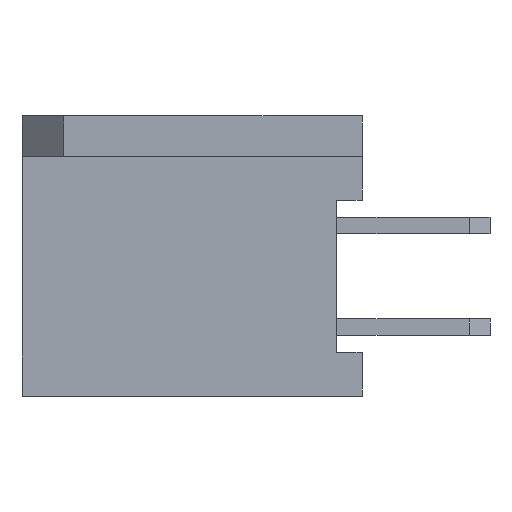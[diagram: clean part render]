
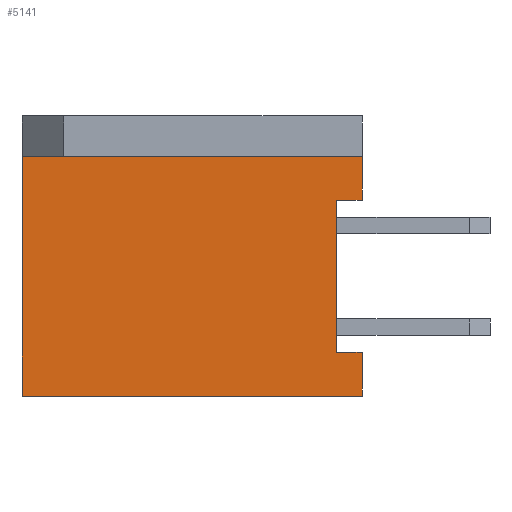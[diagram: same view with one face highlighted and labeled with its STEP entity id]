
A CAD part, left-side view. The second image highlights one B-rep face of the part: STEP entity #5141.
In plain terms, the highlighted planar face has unit normal (-1, 0, 0).
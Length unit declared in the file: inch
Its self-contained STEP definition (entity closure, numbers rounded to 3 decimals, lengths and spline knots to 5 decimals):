
#109 = EDGE_CURVE ( 'NONE', #6435, #287, #397, .T. ) ;
#287 = VERTEX_POINT ( 'NONE', #2795 ) ;
#379 = LINE ( 'NONE', #2572, #1959 ) ;
#397 = LINE ( 'NONE', #4144, #5609 ) ;
#452 = LINE ( 'NONE', #5267, #2783 ) ;
#534 = DIRECTION ( 'NONE',  ( 0., 0., 1. ) ) ;
#562 = VECTOR ( 'NONE', #534, 39.37008 ) ;
#568 = EDGE_CURVE ( 'NONE', #618, #5765, #2432, .T. ) ;
#618 = VERTEX_POINT ( 'NONE', #5006 ) ;
#647 = DIRECTION ( 'NONE',  ( 0., -1., 0. ) ) ;
#648 = VECTOR ( 'NONE', #647, 39.37008 ) ;
#674 = ORIENTED_EDGE ( 'NONE', *, *, #109, .T. ) ;
#835 = VERTEX_POINT ( 'NONE', #4324 ) ;
#978 = CARTESIAN_POINT ( 'NONE',  ( -0.6, 0.335, 0.118 ) ) ;
#1342 = EDGE_CURVE ( 'NONE', #835, #2288, #5203, .T. ) ;
#1349 = EDGE_CURVE ( 'NONE', #3248, #618, #379, .T. ) ;
#1711 = DIRECTION ( 'NONE',  ( 0., 0., 1. ) ) ;
#1959 = VECTOR ( 'NONE', #2497, 39.37008 ) ;
#1991 = PLANE ( 'NONE',  #4002 ) ;
#2042 = CARTESIAN_POINT ( 'NONE',  ( -0.6, 0.335, 0.118 ) ) ;
#2288 = VERTEX_POINT ( 'NONE', #3805 ) ;
#2338 = CARTESIAN_POINT ( 'NONE',  ( -0.6, 0., 0.118 ) ) ;
#2432 = LINE ( 'NONE', #4541, #3499 ) ;
#2497 = DIRECTION ( 'NONE',  ( 0., -1., 0. ) ) ;
#2572 = CARTESIAN_POINT ( 'NONE',  ( -0.6, 0.025, 0.075 ) ) ;
#2584 = EDGE_LOOP ( 'NONE', ( #5511, #5874, #3368, #2815, #5524, #674, #2719, #5026 ) ) ;
#2719 = ORIENTED_EDGE ( 'NONE', *, *, #5939, .T. ) ;
#2783 = VECTOR ( 'NONE', #6743, 39.37008 ) ;
#2795 = CARTESIAN_POINT ( 'NONE',  ( -0.6, 0., -0.118 ) ) ;
#2815 = ORIENTED_EDGE ( 'NONE', *, *, #3093, .F. ) ;
#3093 = EDGE_CURVE ( 'NONE', #6257, #5765, #5398, .T. ) ;
#3248 = VERTEX_POINT ( 'NONE', #5218 ) ;
#3368 = ORIENTED_EDGE ( 'NONE', *, *, #568, .T. ) ;
#3423 = DIRECTION ( 'NONE',  ( 0., 0., 1. ) ) ;
#3499 = VECTOR ( 'NONE', #3423, 39.37008 ) ;
#3685 = CARTESIAN_POINT ( 'NONE',  ( -0.6, 0.025, -0.075 ) ) ;
#3805 = CARTESIAN_POINT ( 'NONE',  ( -0.6, 0.025, -0.075 ) ) ;
#4002 = AXIS2_PLACEMENT_3D ( 'NONE', #4211, #6347, #5747 ) ;
#4101 = EDGE_CURVE ( 'NONE', #2288, #3248, #452, .T. ) ;
#4144 = CARTESIAN_POINT ( 'NONE',  ( -0.6, 0.335, -0.118 ) ) ;
#4211 = CARTESIAN_POINT ( 'NONE',  ( -0.6, 0.335, 0.118 ) ) ;
#4324 = CARTESIAN_POINT ( 'NONE',  ( -0.6, 0., -0.075 ) ) ;
#4342 = LINE ( 'NONE', #6480, #5653 ) ;
#4541 = CARTESIAN_POINT ( 'NONE',  ( -0.6, 0., 0.118 ) ) ;
#4658 = LINE ( 'NONE', #6829, #562 ) ;
#4701 = DIRECTION ( 'NONE',  ( 0., -1., 0. ) ) ;
#4910 = CARTESIAN_POINT ( 'NONE',  ( -0.6, 0.335, -0.118 ) ) ;
#5006 = CARTESIAN_POINT ( 'NONE',  ( -0.6, 0., 0.075 ) ) ;
#5026 = ORIENTED_EDGE ( 'NONE', *, *, #1342, .T. ) ;
#5047 = VECTOR ( 'NONE', #5125, 39.37008 ) ;
#5125 = DIRECTION ( 'NONE',  ( 0., 1., 0. ) ) ;
#5141 = ADVANCED_FACE ( 'NONE', ( #5820 ), #1991, .F. ) ;
#5203 = LINE ( 'NONE', #3685, #5047 ) ;
#5218 = CARTESIAN_POINT ( 'NONE',  ( -0.6, 0.025, 0.075 ) ) ;
#5267 = CARTESIAN_POINT ( 'NONE',  ( -0.6, 0.025, -0.075 ) ) ;
#5356 = EDGE_CURVE ( 'NONE', #6435, #6257, #4342, .T. ) ;
#5398 = LINE ( 'NONE', #978, #648 ) ;
#5511 = ORIENTED_EDGE ( 'NONE', *, *, #4101, .T. ) ;
#5524 = ORIENTED_EDGE ( 'NONE', *, *, #5356, .F. ) ;
#5609 = VECTOR ( 'NONE', #4701, 39.37008 ) ;
#5653 = VECTOR ( 'NONE', #1711, 39.37008 ) ;
#5747 = DIRECTION ( 'NONE',  ( 0., 0., -1. ) ) ;
#5765 = VERTEX_POINT ( 'NONE', #2338 ) ;
#5820 = FACE_OUTER_BOUND ( 'NONE', #2584, .T. ) ;
#5874 = ORIENTED_EDGE ( 'NONE', *, *, #1349, .T. ) ;
#5939 = EDGE_CURVE ( 'NONE', #287, #835, #4658, .T. ) ;
#6257 = VERTEX_POINT ( 'NONE', #2042 ) ;
#6347 = DIRECTION ( 'NONE',  ( 1., 0., 0. ) ) ;
#6435 = VERTEX_POINT ( 'NONE', #4910 ) ;
#6480 = CARTESIAN_POINT ( 'NONE',  ( -0.6, 0.335, 0.118 ) ) ;
#6743 = DIRECTION ( 'NONE',  ( 0., 0., 1. ) ) ;
#6829 = CARTESIAN_POINT ( 'NONE',  ( -0.6, 0., 0.118 ) ) ;
